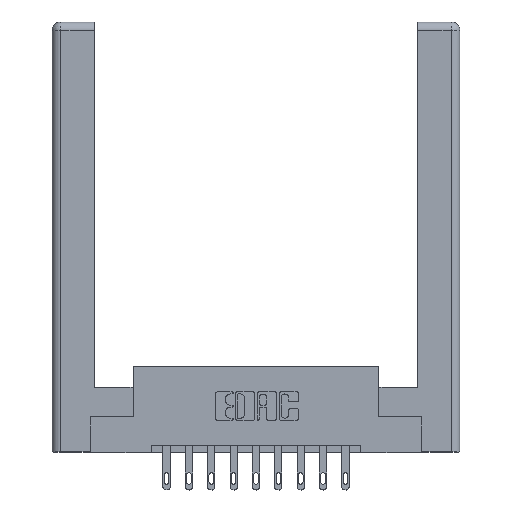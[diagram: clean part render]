
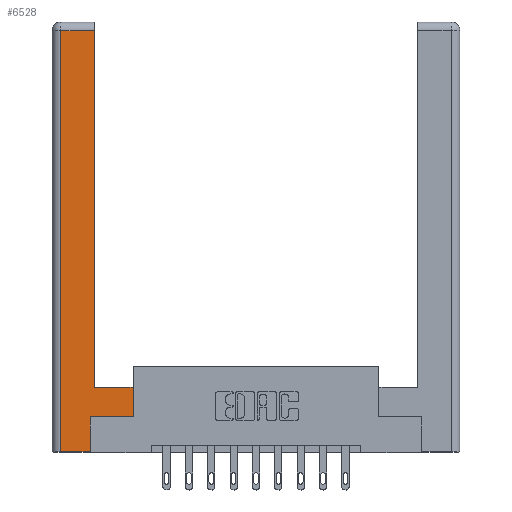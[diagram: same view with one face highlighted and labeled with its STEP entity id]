
A CAD part, top view. The second image highlights one B-rep face of the part: STEP entity #6528.
In plain terms, the highlighted planar face has unit normal (0, 0, 1).
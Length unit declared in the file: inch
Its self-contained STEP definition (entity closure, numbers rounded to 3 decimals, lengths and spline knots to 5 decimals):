
#381 = DIRECTION ( 'NONE',  ( 1., 0., 0. ) ) ;
#876 = ORIENTED_EDGE ( 'NONE', *, *, #4650, .T. ) ;
#1033 = CARTESIAN_POINT ( 'NONE',  ( 0.295, 0.45, 0. ) ) ;
#1078 = VECTOR ( 'NONE', #1863, 39.37008 ) ;
#1129 = CARTESIAN_POINT ( 'NONE',  ( 0.265, 0., 0. ) ) ;
#1172 = CARTESIAN_POINT ( 'NONE',  ( 0.0615, 2.94, 0. ) ) ;
#1231 = ORIENTED_EDGE ( 'NONE', *, *, #6514, .T. ) ;
#1863 = DIRECTION ( 'NONE',  ( 0., 1., 0. ) ) ;
#2073 = EDGE_CURVE ( 'NONE', #7457, #4461, #3527, .T. ) ;
#2800 = ORIENTED_EDGE ( 'NONE', *, *, #6736, .T. ) ;
#2821 = VECTOR ( 'NONE', #3041, 39.37008 ) ;
#3020 = CARTESIAN_POINT ( 'NONE',  ( 0.265, 0.245, 0. ) ) ;
#3038 = CARTESIAN_POINT ( 'NONE',  ( 0., 0., 0. ) ) ;
#3041 = DIRECTION ( 'NONE',  ( 0., -1., 0. ) ) ;
#3162 = VECTOR ( 'NONE', #12896, 39.37008 ) ;
#3174 = EDGE_CURVE ( 'NONE', #12791, #4953, #12698, .T. ) ;
#3184 = DIRECTION ( 'NONE',  ( -1., 0., 0. ) ) ;
#3229 = DIRECTION ( 'NONE',  ( 0., 0., -1. ) ) ;
#3505 = CARTESIAN_POINT ( 'NONE',  ( 0.295, 2.94, 0. ) ) ;
#3527 = LINE ( 'NONE', #6452, #7224 ) ;
#4104 = CARTESIAN_POINT ( 'NONE',  ( 0.295, 0.45, 0. ) ) ;
#4461 = VERTEX_POINT ( 'NONE', #7941 ) ;
#4602 = LINE ( 'NONE', #3020, #1078 ) ;
#4650 = EDGE_CURVE ( 'NONE', #9407, #6993, #5672, .T. ) ;
#4953 = VERTEX_POINT ( 'NONE', #3505 ) ;
#5031 = CARTESIAN_POINT ( 'NONE',  ( 0.565, 0.245, 0. ) ) ;
#5105 = LINE ( 'NONE', #1033, #8145 ) ;
#5342 = DIRECTION ( 'NONE',  ( 0., 1., 0. ) ) ;
#5433 = FACE_OUTER_BOUND ( 'NONE', #9008, .T. ) ;
#5672 = LINE ( 'NONE', #11594, #2821 ) ;
#5841 = ORIENTED_EDGE ( 'NONE', *, *, #8368, .T. ) ;
#6163 = ORIENTED_EDGE ( 'NONE', *, *, #10988, .T. ) ;
#6300 = ORIENTED_EDGE ( 'NONE', *, *, #2073, .T. ) ;
#6452 = CARTESIAN_POINT ( 'NONE',  ( 0.565, 0.45, 0. ) ) ;
#6514 = EDGE_CURVE ( 'NONE', #4461, #12791, #5105, .T. ) ;
#6528 = ADVANCED_FACE ( 'NONE', ( #5433 ), #7942, .F. ) ;
#6736 = EDGE_CURVE ( 'NONE', #6843, #8482, #4602, .T. ) ;
#6843 = VERTEX_POINT ( 'NONE', #1129 ) ;
#6993 = VERTEX_POINT ( 'NONE', #10025 ) ;
#7224 = VECTOR ( 'NONE', #5342, 39.37008 ) ;
#7322 = VECTOR ( 'NONE', #8633, 39.37008 ) ;
#7457 = VERTEX_POINT ( 'NONE', #5031 ) ;
#7941 = CARTESIAN_POINT ( 'NONE',  ( 0.565, 0.45, 0. ) ) ;
#7942 = PLANE ( 'NONE',  #13443 ) ;
#8145 = VECTOR ( 'NONE', #9557, 39.37008 ) ;
#8368 = EDGE_CURVE ( 'NONE', #6993, #6843, #11117, .T. ) ;
#8446 = CARTESIAN_POINT ( 'NONE',  ( 0.0615, 2.94, 0. ) ) ;
#8482 = VERTEX_POINT ( 'NONE', #11733 ) ;
#8633 = DIRECTION ( 'NONE',  ( 1., 0., 0. ) ) ;
#9008 = EDGE_LOOP ( 'NONE', ( #13798, #6163, #876, #5841, #2800, #11205, #6300, #1231 ) ) ;
#9360 = LINE ( 'NONE', #11418, #7322 ) ;
#9407 = VERTEX_POINT ( 'NONE', #8446 ) ;
#9557 = DIRECTION ( 'NONE',  ( -1., 0., 0. ) ) ;
#9890 = LINE ( 'NONE', #1172, #13392 ) ;
#10025 = CARTESIAN_POINT ( 'NONE',  ( 0.0615, 0., 0. ) ) ;
#10704 = DIRECTION ( 'NONE',  ( -1., 0., 0. ) ) ;
#10988 = EDGE_CURVE ( 'NONE', #4953, #9407, #9890, .T. ) ;
#11095 = CARTESIAN_POINT ( 'NONE',  ( 0.265, 0., 0. ) ) ;
#11117 = LINE ( 'NONE', #11095, #12599 ) ;
#11205 = ORIENTED_EDGE ( 'NONE', *, *, #12998, .T. ) ;
#11418 = CARTESIAN_POINT ( 'NONE',  ( 0.565, 0.245, 0. ) ) ;
#11594 = CARTESIAN_POINT ( 'NONE',  ( 0.0615, 0., 0. ) ) ;
#11733 = CARTESIAN_POINT ( 'NONE',  ( 0.265, 0.245, 0. ) ) ;
#11928 = CARTESIAN_POINT ( 'NONE',  ( 0.295, 3., 0. ) ) ;
#12599 = VECTOR ( 'NONE', #381, 39.37008 ) ;
#12698 = LINE ( 'NONE', #11928, #3162 ) ;
#12791 = VERTEX_POINT ( 'NONE', #4104 ) ;
#12896 = DIRECTION ( 'NONE',  ( 0., 1., 0. ) ) ;
#12998 = EDGE_CURVE ( 'NONE', #8482, #7457, #9360, .T. ) ;
#13392 = VECTOR ( 'NONE', #3184, 39.37008 ) ;
#13443 = AXIS2_PLACEMENT_3D ( 'NONE', #3038, #3229, #10704 ) ;
#13798 = ORIENTED_EDGE ( 'NONE', *, *, #3174, .T. ) ;
